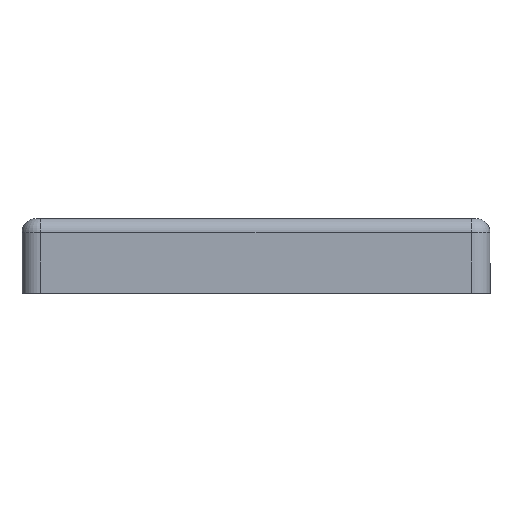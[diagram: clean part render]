
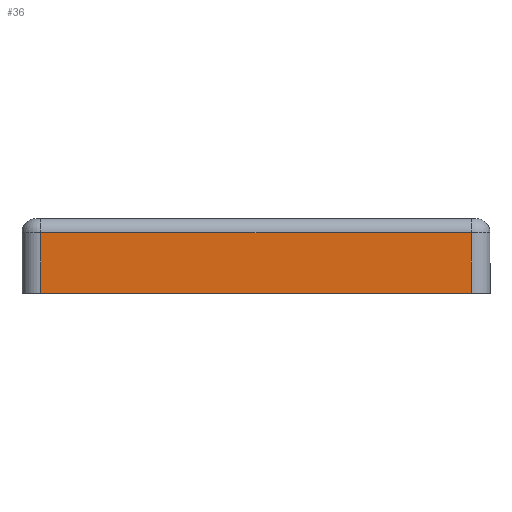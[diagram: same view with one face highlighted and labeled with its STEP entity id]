
A CAD part, left-side view. The second image highlights one B-rep face of the part: STEP entity #36.
In plain terms, the highlighted planar face has unit normal (-1, 0, 0).
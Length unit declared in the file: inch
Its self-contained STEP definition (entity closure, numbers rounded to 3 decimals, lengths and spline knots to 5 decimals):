
#36 = ADVANCED_FACE ( 'NONE', ( #3434 ), #4705, .F. ) ;
#363 = EDGE_LOOP ( 'NONE', ( #4426, #2851, #800, #3366 ) ) ;
#397 = CARTESIAN_POINT ( 'NONE',  ( -1.9685, -1.81102, 0.51181 ) ) ;
#494 = LINE ( 'NONE', #5115, #3661 ) ;
#710 = VERTEX_POINT ( 'NONE', #3859 ) ;
#800 = ORIENTED_EDGE ( 'NONE', *, *, #2934, .F. ) ;
#819 = LINE ( 'NONE', #4364, #1231 ) ;
#948 = AXIS2_PLACEMENT_3D ( 'NONE', #4673, #4641, #4632 ) ;
#1037 = VECTOR ( 'NONE', #4157, 39.37008 ) ;
#1190 = LINE ( 'NONE', #4197, #1037 ) ;
#1231 = VECTOR ( 'NONE', #4422, 39.37008 ) ;
#1921 = VERTEX_POINT ( 'NONE', #4872 ) ;
#1984 = LINE ( 'NONE', #4852, #2345 ) ;
#2009 = EDGE_CURVE ( 'NONE', #1921, #3142, #819, .T. ) ;
#2345 = VECTOR ( 'NONE', #4922, 39.37008 ) ;
#2851 = ORIENTED_EDGE ( 'NONE', *, *, #3137, .F. ) ;
#2934 = EDGE_CURVE ( 'NONE', #4033, #710, #494, .T. ) ;
#3071 = EDGE_CURVE ( 'NONE', #3142, #4033, #1984, .T. ) ;
#3137 = EDGE_CURVE ( 'NONE', #710, #1921, #1190, .T. ) ;
#3142 = VERTEX_POINT ( 'NONE', #4165 ) ;
#3366 = ORIENTED_EDGE ( 'NONE', *, *, #3071, .F. ) ;
#3434 = FACE_OUTER_BOUND ( 'NONE', #363, .T. ) ;
#3661 = VECTOR ( 'NONE', #5314, 39.37008 ) ;
#3859 = CARTESIAN_POINT ( 'NONE',  ( -1.9685, -1.81102, 0. ) ) ;
#4033 = VERTEX_POINT ( 'NONE', #397 ) ;
#4157 = DIRECTION ( 'NONE',  ( 0., 1., 0. ) ) ;
#4165 = CARTESIAN_POINT ( 'NONE',  ( -1.9685, 1.81102, 0.51181 ) ) ;
#4197 = CARTESIAN_POINT ( 'NONE',  ( -1.9685, 1.9685, 0. ) ) ;
#4364 = CARTESIAN_POINT ( 'NONE',  ( -1.9685, 1.81102, 0.62992 ) ) ;
#4422 = DIRECTION ( 'NONE',  ( 0., 0., 1. ) ) ;
#4426 = ORIENTED_EDGE ( 'NONE', *, *, #2009, .F. ) ;
#4632 = DIRECTION ( 'NONE',  ( 0., 0., -1. ) ) ;
#4641 = DIRECTION ( 'NONE',  ( 1., 0., 0. ) ) ;
#4673 = CARTESIAN_POINT ( 'NONE',  ( -1.9685, 1.9685, 0.62992 ) ) ;
#4705 = PLANE ( 'NONE',  #948 ) ;
#4852 = CARTESIAN_POINT ( 'NONE',  ( -1.9685, 1.9685, 0.51181 ) ) ;
#4872 = CARTESIAN_POINT ( 'NONE',  ( -1.9685, 1.81102, 0. ) ) ;
#4922 = DIRECTION ( 'NONE',  ( 0., -1., 0. ) ) ;
#5115 = CARTESIAN_POINT ( 'NONE',  ( -1.9685, -1.81102, 0.62992 ) ) ;
#5314 = DIRECTION ( 'NONE',  ( 0., 0., -1. ) ) ;
